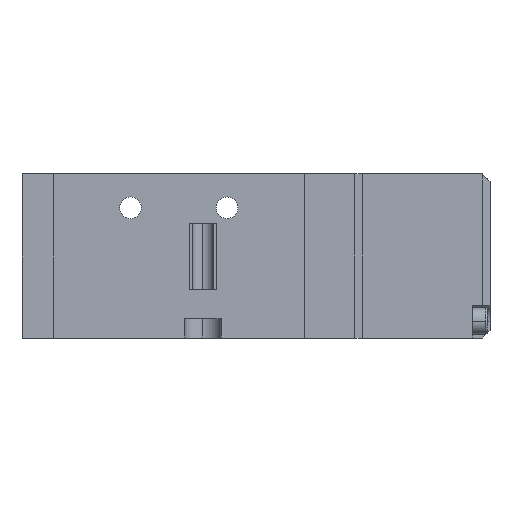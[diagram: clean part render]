
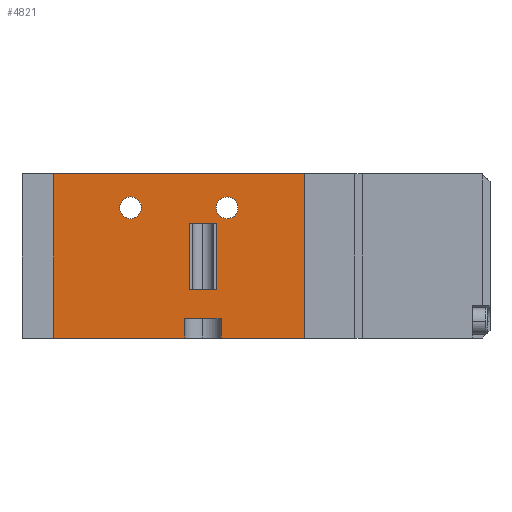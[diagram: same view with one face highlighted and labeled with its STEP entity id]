
A CAD part, front view. The second image highlights one B-rep face of the part: STEP entity #4821.
In plain terms, the highlighted face is planar.
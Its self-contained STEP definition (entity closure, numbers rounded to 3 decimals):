
#318 = CARTESIAN_POINT ( 'NONE',  ( 26., 34., -13.25 ) ) ;
#319 = CARTESIAN_POINT ( 'NONE',  ( 8.75, 34., -13.25 ) ) ;
#321 = CARTESIAN_POINT ( 'NONE',  ( 1.25, 34., -13.25 ) ) ;
#322 = CARTESIAN_POINT ( 'NONE',  ( -26., 34., -13.25 ) ) ;
#539 = CARTESIAN_POINT ( 'NONE',  ( 7.75, 7., -13.25 ) ) ;
#540 = CARTESIAN_POINT ( 'NONE',  ( 12.25, 7., -13.25 ) ) ;
#543 = CARTESIAN_POINT ( 'NONE',  ( -12.25, 7., -13.25 ) ) ;
#544 = CARTESIAN_POINT ( 'NONE',  ( -7.75, 7., -13.25 ) ) ;
#2210 = ORIENTED_EDGE ( 'NONE', *, *, #8112, .T. ) ;
#2213 = ORIENTED_EDGE ( 'NONE', *, *, #9661, .T. ) ;
#2215 = ORIENTED_EDGE ( 'NONE', *, *, #8113, .T. ) ;
#2217 = ORIENTED_EDGE ( 'NONE', *, *, #9665, .T. ) ;
#2219 = ORIENTED_EDGE ( 'NONE', *, *, #8114, .F. ) ;
#2221 = ORIENTED_EDGE ( 'NONE', *, *, #8115, .F. ) ;
#2224 = ORIENTED_EDGE ( 'NONE', *, *, #8116, .F. ) ;
#2226 = ORIENTED_EDGE ( 'NONE', *, *, #8117, .F. ) ;
#2228 = ORIENTED_EDGE ( 'NONE', *, *, #5017, .F. ) ;
#4821 = ADVANCED_FACE ( 'NONE', ( #21983, #21984, #21985, #21986 ), #21699, .F. ) ;
#5017 = EDGE_CURVE ( 'NONE', #15124, #15125, #22228, .T. ) ;
#5256 = EDGE_CURVE ( 'NONE', #13877, #13879, #22536, .T. ) ;
#5804 = LINE ( 'NONE', #12103, #5806 ) ;
#5806 = VECTOR ( 'NONE', #12104, 1000. ) ;
#5809 = CIRCLE ( 'NONE', #16735, 2.25 ) ;
#5810 = LINE ( 'NONE', #6140, #5812 ) ;
#5811 = CIRCLE ( 'NONE', #16736, 2.25 ) ;
#5812 = VECTOR ( 'NONE', #6141, 1000. ) ;
#5813 = LINE ( 'NONE', #6142, #5814 ) ;
#5814 = VECTOR ( 'NONE', #6143, 1000. ) ;
#5815 = LINE ( 'NONE', #6144, #5816 ) ;
#5816 = VECTOR ( 'NONE', #6145, 1000. ) ;
#5817 = LINE ( 'NONE', #6146, #5818 ) ;
#5818 = VECTOR ( 'NONE', #6147, 1000. ) ;
#5819 = LINE ( 'NONE', #6148, #5820 ) ;
#5820 = VECTOR ( 'NONE', #6149, 1000. ) ;
#5821 = LINE ( 'NONE', #6150, #5822 ) ;
#5822 = VECTOR ( 'NONE', #6151, 1000. ) ;
#5823 = LINE ( 'NONE', #6152, #5824 ) ;
#5824 = VECTOR ( 'NONE', #6153, 1000. ) ;
#5825 = LINE ( 'NONE', #6154, #5826 ) ;
#5826 = VECTOR ( 'NONE', #6155, 1000. ) ;
#5989 = LINE ( 'NONE', #6459, #5990 ) ;
#5990 = VECTOR ( 'NONE', #6460, 1000. ) ;
#6134 = CARTESIAN_POINT ( 'NONE',  ( 10., 7., -13.25 ) ) ;
#6135 = DIRECTION ( 'NONE',  ( 0., 0., 1. ) ) ;
#6136 = DIRECTION ( 'NONE',  ( 1., 0., 0. ) ) ;
#6137 = CARTESIAN_POINT ( 'NONE',  ( -10., 7., -13.25 ) ) ;
#6138 = DIRECTION ( 'NONE',  ( 0., 0., 1. ) ) ;
#6139 = DIRECTION ( 'NONE',  ( 1., 0., 0. ) ) ;
#6140 = CARTESIAN_POINT ( 'NONE',  ( 7.75, 24., -13.25 ) ) ;
#6141 = DIRECTION ( 'NONE',  ( 1., 0., 0. ) ) ;
#6142 = CARTESIAN_POINT ( 'NONE',  ( 2.25, 10.2, -13.25 ) ) ;
#6143 = DIRECTION ( 'NONE',  ( 0., 1., 0. ) ) ;
#6144 = CARTESIAN_POINT ( 'NONE',  ( 7.75, 10.2, -13.25 ) ) ;
#6145 = DIRECTION ( 'NONE',  ( -1., 0., 0. ) ) ;
#6146 = CARTESIAN_POINT ( 'NONE',  ( 7.75, 10.2, -13.25 ) ) ;
#6147 = DIRECTION ( 'NONE',  ( 0., -1., 0. ) ) ;
#6148 = CARTESIAN_POINT ( 'NONE',  ( 1.25, 30., -13.25 ) ) ;
#6149 = DIRECTION ( 'NONE',  ( 0., 1., 0. ) ) ;
#6150 = CARTESIAN_POINT ( 'NONE',  ( 1.25, 30., -13.25 ) ) ;
#6151 = DIRECTION ( 'NONE',  ( -1., 0., 0. ) ) ;
#6152 = CARTESIAN_POINT ( 'NONE',  ( 8.75, 30., -13.25 ) ) ;
#6153 = DIRECTION ( 'NONE',  ( 0., 1., 0. ) ) ;
#6154 = CARTESIAN_POINT ( 'NONE',  ( -26., 34., -13.25 ) ) ;
#6155 = DIRECTION ( 'NONE',  ( 0., -1., 0. ) ) ;
#6459 = CARTESIAN_POINT ( 'NONE',  ( -26., 34., -13.25 ) ) ;
#6460 = DIRECTION ( 'NONE',  ( -1., 0., 0. ) ) ;
#8110 = EDGE_CURVE ( 'NONE', #15121, #13877, #5804, .T. ) ;
#8112 = EDGE_CURVE ( 'NONE', #24731, #24730, #5809, .T. ) ;
#8113 = EDGE_CURVE ( 'NONE', #24735, #24734, #5811, .T. ) ;
#8114 = EDGE_CURVE ( 'NONE', #13988, #13990, #5810, .T. ) ;
#8115 = EDGE_CURVE ( 'NONE', #13992, #13988, #5813, .T. ) ;
#8116 = EDGE_CURVE ( 'NONE', #13994, #13992, #5815, .T. ) ;
#8117 = EDGE_CURVE ( 'NONE', #13990, #13994, #5817, .T. ) ;
#8118 = EDGE_CURVE ( 'NONE', #13996, #15124, #5819, .T. ) ;
#8119 = EDGE_CURVE ( 'NONE', #13997, #13996, #5821, .T. ) ;
#8120 = EDGE_CURVE ( 'NONE', #13997, #15122, #5823, .T. ) ;
#8121 = EDGE_CURVE ( 'NONE', #15125, #13879, #5825, .T. ) ;
#8397 = EDGE_CURVE ( 'NONE', #15121, #15122, #5989, .T. ) ;
#8708 = AXIS2_PLACEMENT_3D ( 'NONE', #21700, #21701, #21702 ) ;
#9661 = EDGE_CURVE ( 'NONE', #24730, #24731, #19944, .T. ) ;
#9665 = EDGE_CURVE ( 'NONE', #24734, #24735, #19950, .T. ) ;
#12103 = CARTESIAN_POINT ( 'NONE',  ( 26., 34., -13.25 ) ) ;
#12104 = DIRECTION ( 'NONE',  ( 0., -1., 0. ) ) ;
#13877 = VERTEX_POINT ( 'NONE', #19308 ) ;
#13879 = VERTEX_POINT ( 'NONE', #19310 ) ;
#13988 = VERTEX_POINT ( 'NONE', #19373 ) ;
#13990 = VERTEX_POINT ( 'NONE', #19374 ) ;
#13992 = VERTEX_POINT ( 'NONE', #19375 ) ;
#13994 = VERTEX_POINT ( 'NONE', #19376 ) ;
#13996 = VERTEX_POINT ( 'NONE', #19377 ) ;
#13997 = VERTEX_POINT ( 'NONE', #19378 ) ;
#15121 = VERTEX_POINT ( 'NONE', #318 ) ;
#15122 = VERTEX_POINT ( 'NONE', #319 ) ;
#15124 = VERTEX_POINT ( 'NONE', #321 ) ;
#15125 = VERTEX_POINT ( 'NONE', #322 ) ;
#15496 = ORIENTED_EDGE ( 'NONE', *, *, #8118, .F. ) ;
#15497 = ORIENTED_EDGE ( 'NONE', *, *, #8119, .F. ) ;
#15498 = ORIENTED_EDGE ( 'NONE', *, *, #8120, .T. ) ;
#15499 = ORIENTED_EDGE ( 'NONE', *, *, #8397, .F. ) ;
#15500 = ORIENTED_EDGE ( 'NONE', *, *, #8110, .T. ) ;
#15501 = ORIENTED_EDGE ( 'NONE', *, *, #5256, .T. ) ;
#15502 = ORIENTED_EDGE ( 'NONE', *, *, #8121, .F. ) ;
#16735 = AXIS2_PLACEMENT_3D ( 'NONE', #6134, #6135, #6136 ) ;
#16736 = AXIS2_PLACEMENT_3D ( 'NONE', #6137, #6138, #6139 ) ;
#16811 = AXIS2_PLACEMENT_3D ( 'NONE', #19042, #19043, #19044 ) ;
#16813 = AXIS2_PLACEMENT_3D ( 'NONE', #19052, #19053, #19054 ) ;
#19042 = CARTESIAN_POINT ( 'NONE',  ( 10., 7., -13.25 ) ) ;
#19043 = DIRECTION ( 'NONE',  ( 0., 0., 1. ) ) ;
#19044 = DIRECTION ( 'NONE',  ( 1., 0., 0. ) ) ;
#19052 = CARTESIAN_POINT ( 'NONE',  ( -10., 7., -13.25 ) ) ;
#19053 = DIRECTION ( 'NONE',  ( 0., 0., 1. ) ) ;
#19054 = DIRECTION ( 'NONE',  ( 1., 0., 0. ) ) ;
#19308 = CARTESIAN_POINT ( 'NONE',  ( 26., 0., -13.25 ) ) ;
#19310 = CARTESIAN_POINT ( 'NONE',  ( -26., 0., -13.25 ) ) ;
#19373 = CARTESIAN_POINT ( 'NONE',  ( 2.25, 24., -13.25 ) ) ;
#19374 = CARTESIAN_POINT ( 'NONE',  ( 7.75, 24., -13.25 ) ) ;
#19375 = CARTESIAN_POINT ( 'NONE',  ( 2.25, 10.2, -13.25 ) ) ;
#19376 = CARTESIAN_POINT ( 'NONE',  ( 7.75, 10.2, -13.25 ) ) ;
#19377 = CARTESIAN_POINT ( 'NONE',  ( 1.25, 30., -13.25 ) ) ;
#19378 = CARTESIAN_POINT ( 'NONE',  ( 8.75, 30., -13.25 ) ) ;
#19944 = CIRCLE ( 'NONE', #16811, 2.25 ) ;
#19950 = CIRCLE ( 'NONE', #16813, 2.25 ) ;
#21699 = PLANE ( 'NONE',  #8708 ) ;
#21700 = CARTESIAN_POINT ( 'NONE',  ( -26., 34., -13.25 ) ) ;
#21701 = DIRECTION ( 'NONE',  ( 0., 0., 1. ) ) ;
#21702 = DIRECTION ( 'NONE',  ( 1., 0., 0. ) ) ;
#21983 = FACE_BOUND ( 'NONE', #26480, .T. ) ;
#21984 = FACE_BOUND ( 'NONE', #26479, .T. ) ;
#21985 = FACE_BOUND ( 'NONE', #26482, .T. ) ;
#21986 = FACE_OUTER_BOUND ( 'NONE', #26481, .T. ) ;
#22228 = LINE ( 'NONE', #24276, #22229 ) ;
#22229 = VECTOR ( 'NONE', #24277, 1000. ) ;
#22536 = LINE ( 'NONE', #26090, #22537 ) ;
#22537 = VECTOR ( 'NONE', #26091, 1000. ) ;
#24276 = CARTESIAN_POINT ( 'NONE',  ( -26., 34., -13.25 ) ) ;
#24277 = DIRECTION ( 'NONE',  ( -1., 0., 0. ) ) ;
#24730 = VERTEX_POINT ( 'NONE', #539 ) ;
#24731 = VERTEX_POINT ( 'NONE', #540 ) ;
#24734 = VERTEX_POINT ( 'NONE', #543 ) ;
#24735 = VERTEX_POINT ( 'NONE', #544 ) ;
#26090 = CARTESIAN_POINT ( 'NONE',  ( -26., 0., -13.25 ) ) ;
#26091 = DIRECTION ( 'NONE',  ( -1., 0., 0. ) ) ;
#26479 = EDGE_LOOP ( 'NONE', ( #2215, #2217 ) ) ;
#26480 = EDGE_LOOP ( 'NONE', ( #2210, #2213 ) ) ;
#26481 = EDGE_LOOP ( 'NONE', ( #2228, #15496, #15497, #15498, #15499, #15500, #15501, #15502 ) ) ;
#26482 = EDGE_LOOP ( 'NONE', ( #2219, #2221, #2224, #2226 ) ) ;
